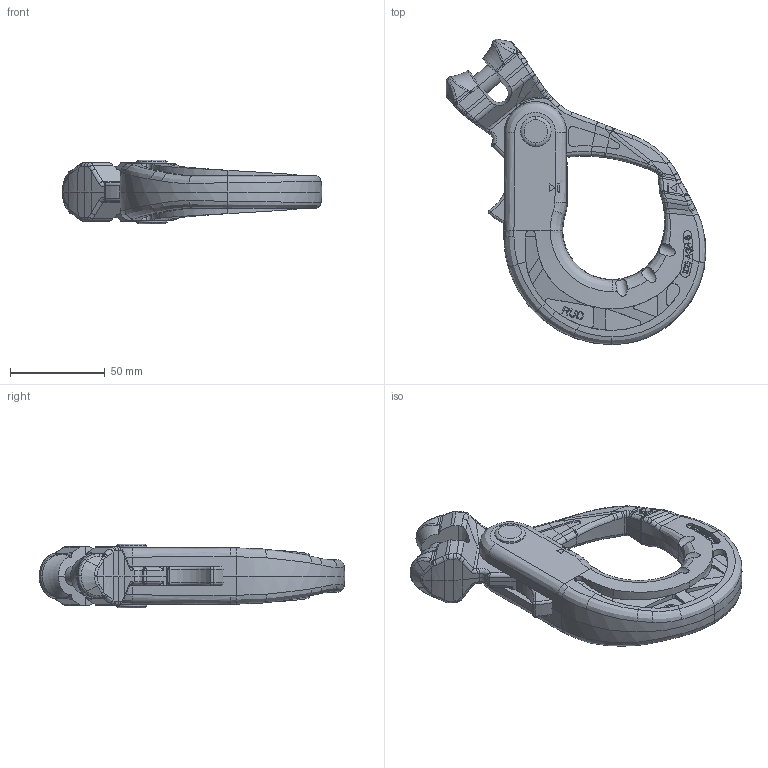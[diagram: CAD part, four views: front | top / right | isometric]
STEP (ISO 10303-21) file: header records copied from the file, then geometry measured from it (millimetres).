
FILE_DESCRIPTION((''),'2;1');
FILE_NAME('001-M33483-P-2_ASM','2012-01-30T',('Marcel.Bux'),(''),'PRO/ENGINEER BY PARAMETRIC TECHNOLOGY CORPORATION, 2010140','PRO/ENGINEER BY PARAMETRIC TECHNOLOGY CORPORATION, 2010140','');
FILE_SCHEMA(('CONFIG_CONTROL_DESIGN'));
Length unit declared in the file: millimetre
Products named in the file (3): 001-M33483-P-5; 001-M33483-P-6; 001-M33483-P-2_ASM
Assembly tree (2 placements, depth 2):
  001-M33483-P-2_ASM
    001-M33483-P-5
    001-M33483-P-6
Bounding box: 137.03 x 161.24 x 33.69 mm (x, y, z)
Volume: 173462.1 mm3; surface area: 42500.2 mm2
Topology: 2 solids, 2 shells, 908 faces, 2352 edges, 1469 vertices
Faces by surface type: plane 429, bspline 246, cylinder 161, cone 36, torus 26, sphere 8, extrusion 2
Entity records: 40383 total; most frequent: CARTESIAN_POINT 20984, ORIENTED_EDGE 4704, DIRECTION 3012, EDGE_CURVE 2352, VERTEX_POINT 1469, B_SPLINE_CURVE_WITH_KNOTS 1067, AXIS2_PLACEMENT_3D 1058, EDGE_LOOP 933
